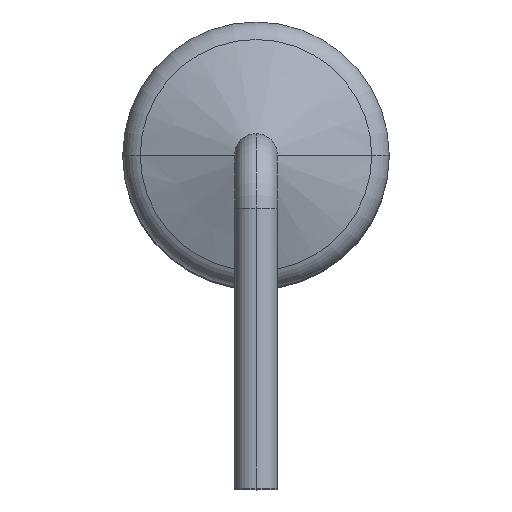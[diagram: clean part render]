
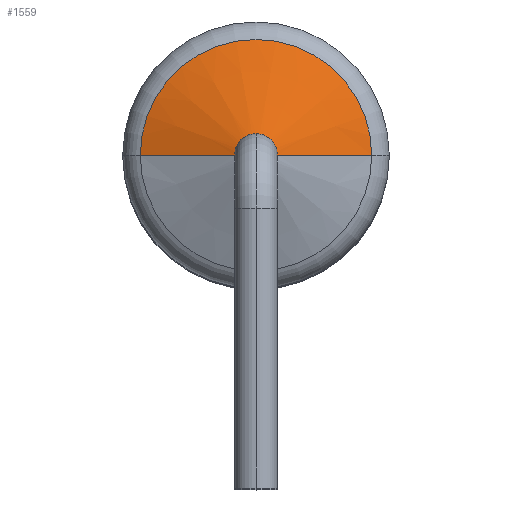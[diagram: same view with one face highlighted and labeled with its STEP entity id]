
A CAD part, top view. The second image highlights one B-rep face of the part: STEP entity #1559.
In plain terms, the highlighted conical face has half-angle 70 degrees and reference radius 2.5 mm.
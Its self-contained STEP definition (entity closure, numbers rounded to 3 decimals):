
#7 = VERTEX_POINT ( 'NONE', #1079 ) ;
#67 = CARTESIAN_POINT ( 'NONE',  ( 0., 3.75, 7.354 ) ) ;
#79 = LINE ( 'NONE', #1617, #374 ) ;
#110 = ORIENTED_EDGE ( 'NONE', *, *, #226, .T. ) ;
#147 = ORIENTED_EDGE ( 'NONE', *, *, #435, .T. ) ;
#184 = LINE ( 'NONE', #1641, #843 ) ;
#194 = DIRECTION ( 'NONE',  ( -1., 0., 0. ) ) ;
#226 = EDGE_CURVE ( 'NONE', #7, #695, #184, .T. ) ;
#337 = ORIENTED_EDGE ( 'NONE', *, *, #682, .F. ) ;
#374 = VECTOR ( 'NONE', #442, 1000. ) ;
#397 = CARTESIAN_POINT ( 'NONE',  ( 0., 3.75, 6.59 ) ) ;
#435 = EDGE_CURVE ( 'NONE', #695, #715, #1243, .T. ) ;
#442 = DIRECTION ( 'NONE',  ( -0.94, 0., -0.342 ) ) ;
#509 = VERTEX_POINT ( 'NONE', #1219 ) ;
#558 = EDGE_LOOP ( 'NONE', ( #1586, #110, #147, #337, #1208 ) ) ;
#592 = CARTESIAN_POINT ( 'NONE',  ( 0., 3.75, 6.71 ) ) ;
#606 = DIRECTION ( 'NONE',  ( 0., 0., 1. ) ) ;
#612 = AXIS2_PLACEMENT_3D ( 'NONE', #67, #988, #194 ) ;
#682 = EDGE_CURVE ( 'NONE', #1203, #715, #79, .T. ) ;
#693 = CARTESIAN_POINT ( 'NONE',  ( 0., 3.75, 7.354 ) ) ;
#694 = EDGE_CURVE ( 'NONE', #7, #509, #1430, .T. ) ;
#695 = VERTEX_POINT ( 'NONE', #1254 ) ;
#711 = CIRCLE ( 'NONE', #1366, 0.4 ) ;
#715 = VERTEX_POINT ( 'NONE', #851 ) ;
#730 = DIRECTION ( 'NONE',  ( 1., 0., 0. ) ) ;
#835 = DIRECTION ( 'NONE',  ( -1., 0., 0. ) ) ;
#843 = VECTOR ( 'NONE', #859, 1000. ) ;
#851 = CARTESIAN_POINT ( 'NONE',  ( -2.171, 3.75, 6.71 ) ) ;
#859 = DIRECTION ( 'NONE',  ( 0.94, 0., -0.342 ) ) ;
#862 = FACE_OUTER_BOUND ( 'NONE', #558, .T. ) ;
#974 = CONICAL_SURFACE ( 'NONE', #1069, 2.5, 1.222 ) ;
#988 = DIRECTION ( 'NONE',  ( 0., 0., 1. ) ) ;
#1069 = AXIS2_PLACEMENT_3D ( 'NONE', #397, #1452, #1436 ) ;
#1079 = CARTESIAN_POINT ( 'NONE',  ( 0.4, 3.75, 7.354 ) ) ;
#1203 = VERTEX_POINT ( 'NONE', #1221 ) ;
#1208 = ORIENTED_EDGE ( 'NONE', *, *, #1630, .F. ) ;
#1218 = AXIS2_PLACEMENT_3D ( 'NONE', #592, #606, #730 ) ;
#1219 = CARTESIAN_POINT ( 'NONE',  ( 0., 4.15, 7.354 ) ) ;
#1221 = CARTESIAN_POINT ( 'NONE',  ( -0.4, 3.75, 7.354 ) ) ;
#1243 = CIRCLE ( 'NONE', #1218, 2.171 ) ;
#1254 = CARTESIAN_POINT ( 'NONE',  ( 2.171, 3.75, 6.71 ) ) ;
#1366 = AXIS2_PLACEMENT_3D ( 'NONE', #693, #1619, #835 ) ;
#1430 = CIRCLE ( 'NONE', #612, 0.4 ) ;
#1436 = DIRECTION ( 'NONE',  ( -1., 0., 0. ) ) ;
#1452 = DIRECTION ( 'NONE',  ( 0., 0., -1. ) ) ;
#1559 = ADVANCED_FACE ( 'NONE', ( #862 ), #974, .T. ) ;
#1586 = ORIENTED_EDGE ( 'NONE', *, *, #694, .F. ) ;
#1617 = CARTESIAN_POINT ( 'NONE',  ( -2.5, 3.75, 6.59 ) ) ;
#1619 = DIRECTION ( 'NONE',  ( 0., 0., 1. ) ) ;
#1630 = EDGE_CURVE ( 'NONE', #509, #1203, #711, .T. ) ;
#1641 = CARTESIAN_POINT ( 'NONE',  ( 2.5, 3.75, 6.59 ) ) ;
